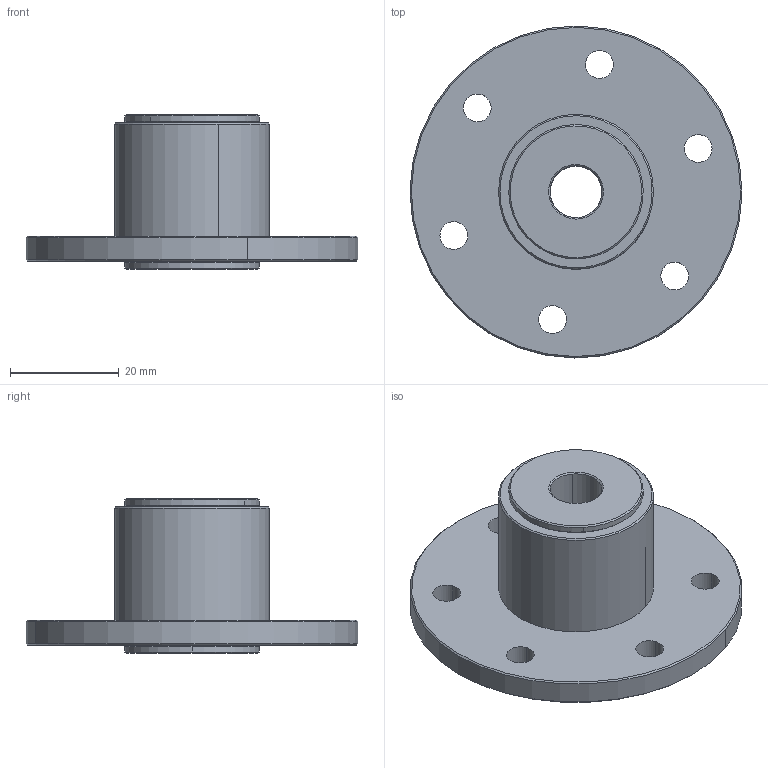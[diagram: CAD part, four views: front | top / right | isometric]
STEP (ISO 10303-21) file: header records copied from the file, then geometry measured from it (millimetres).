
FILE_DESCRIPTION (( 'STEP AP214' ), '1' );
FILE_NAME ('am-0161 375 Bearing Hub Flanged.STEP', '2019-02-25T20:25:14', ( '' ), ( '' ), 'SwSTEP 2.0', 'SolidWorks 2018', '' );
FILE_SCHEMA (( 'AUTOMOTIVE_DESIGN' ));
Length unit declared in the file: millimetre
Products named in the file (3): ip-0161 375 Bearing Hub; am-0161 375 Bearing Hub Flanged; FR6ZZ Bearing
Assembly tree (3 placements, depth 2):
  am-0161 375 Bearing Hub Flanged
    ip-0161 375 Bearing Hub
    FR6ZZ Bearing  x2
Bounding box: 60.96 x 60.96 x 28.45 mm (x, y, z)
Volume: 22066.7 mm3; surface area: 12769.5 mm2
Topology: 3 solids, 3 shells, 75 faces, 162 edges, 98 vertices
Faces by surface type: cylinder 34, cone 30, plane 11
Entity records: 1714 total; most frequent: DIRECTION 324, CARTESIAN_POINT 262, ORIENTED_EDGE 248, AXIS2_PLACEMENT_3D 138, EDGE_CURVE 124, VERTEX_POINT 76, EDGE_LOOP 76, CIRCLE 76
